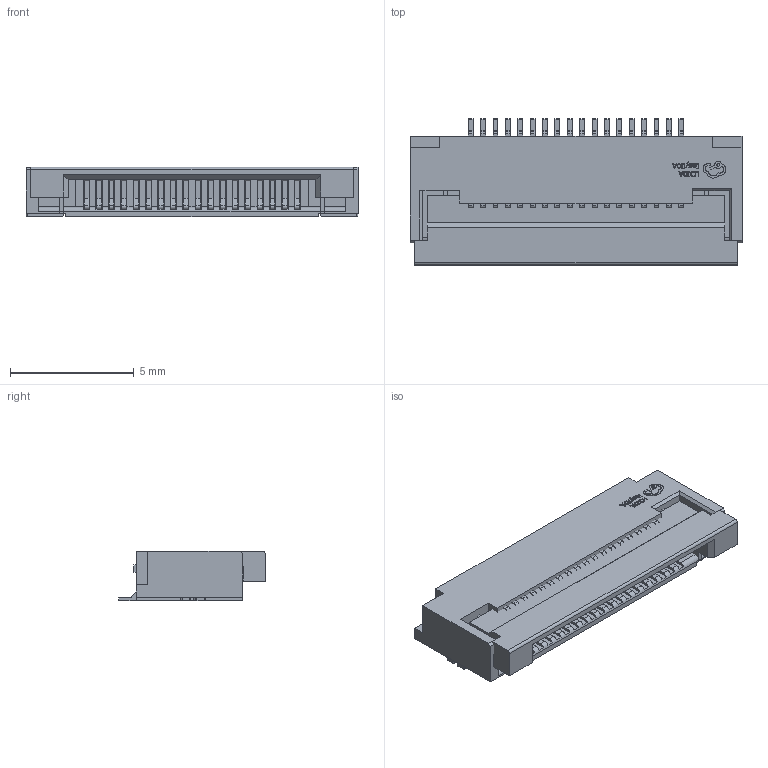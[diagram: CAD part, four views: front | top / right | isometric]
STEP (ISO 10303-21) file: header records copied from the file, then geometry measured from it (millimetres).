
FILE_DESCRIPTION (( 'STEP AP214' ), '1' );
FILE_NAME ('FPC-SMD_X05A20L18T.step', '2022-07-06T16:41:39', ( '' ), ( '' ), 'SwSTEP 2.0', 'SolidWorks 2020', '' );
FILE_SCHEMA (( 'AUTOMOTIVE_DESIGN' ));
Length unit declared in the file: millimetre
Products named in the file (1): FPC-SMD_X05A20L18T
Bounding box: 13.4 x 5.9 x 2.01 mm (x, y, z)
Volume: 84.9 mm3; surface area: 607.2 mm2
Topology: 24 solids, 24 shells, 999 faces, 2824 edges, 1881 vertices
Faces by surface type: plane 783, bspline 110, cylinder 106
Entity records: 44592 total; most frequent: CARTESIAN_POINT 7887, ORIENTED_EDGE 5648, DIRECTION 4628, EDGE_CURVE 2824, VECTOR 2352, LINE 2352, VERTEX_POINT 1881, AXIS2_PLACEMENT_3D 1138
